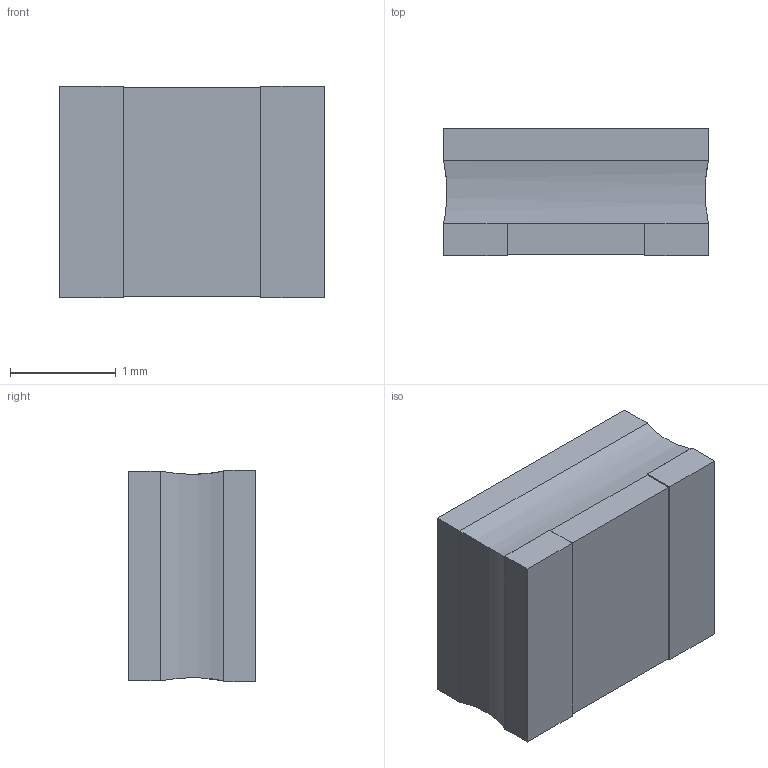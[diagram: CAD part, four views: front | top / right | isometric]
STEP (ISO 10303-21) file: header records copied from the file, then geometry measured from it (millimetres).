
FILE_DESCRIPTION(('FreeCAD Model'),'2;1');
FILE_NAME('Open CASCADE Shape Model','2021-10-08T20:58:47',('Author'),( ''),'Open CASCADE STEP processor 7.5','FreeCAD','Unknown');
FILE_SCHEMA(('AUTOMOTIVE_DESIGN { 1 0 10303 214 1 1 1 1 }'));
Length unit declared in the file: millimetre
Products named in the file (1): VLS252012HBX(3Dmodel)
Bounding box: 2.5 x 1.2 x 2 mm (x, y, z)
Volume: 5.8 mm3; surface area: 20.7 mm2
Topology: 1 solids, 1 shells, 26 faces, 60 edges, 36 vertices
Faces by surface type: plane 22, cylinder 4
Entity records: 900 total; most frequent: CARTESIAN_POINT 135, ORIENTED_EDGE 120, DIRECTION 110, EDGE_CURVE 60, LINE 56, VECTOR 56, VERTEX_POINT 36, AXIS2_PLACEMENT_3D 27
